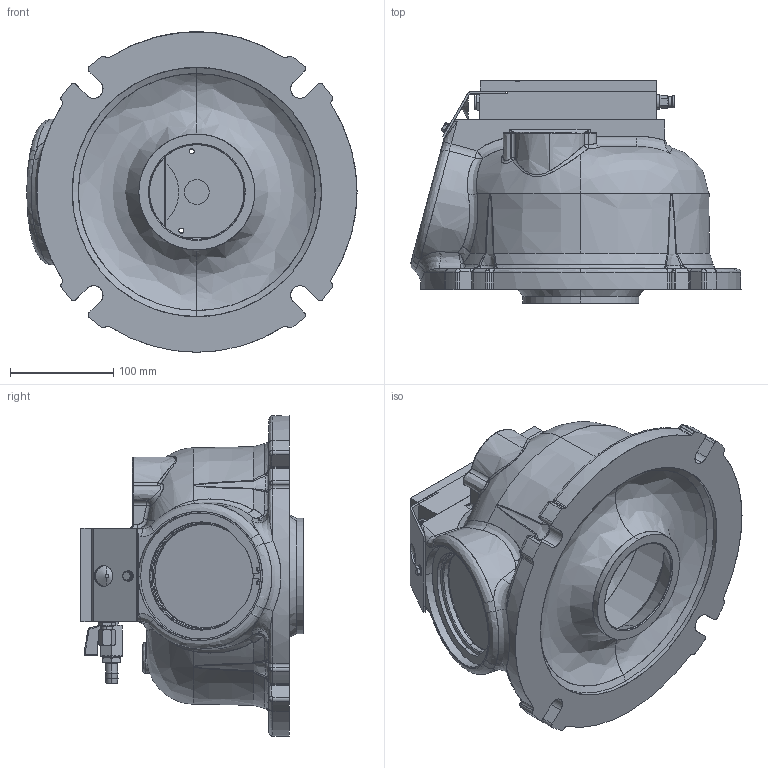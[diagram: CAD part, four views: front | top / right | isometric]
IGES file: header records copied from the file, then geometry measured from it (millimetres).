
Start section: SolidWorks IGES file using analytic representation for surfaces
Global section: file name: HP-D_21098.IGS; native system: SolidWorks 2010; preprocessor: SolidWorks 2010; author: LarsenR; date: 130806.113343; units: millimetre
Bounding box: 319.29 x 215.5 x 310 mm (x, y, z)
Surface area: 454499.1 mm2 (no closed solid volume)
Topology: 0 solids, 0 shells, 644 faces, 10174 edges, 10143 vertices
Faces by surface type: bspline 389, revolution 255
